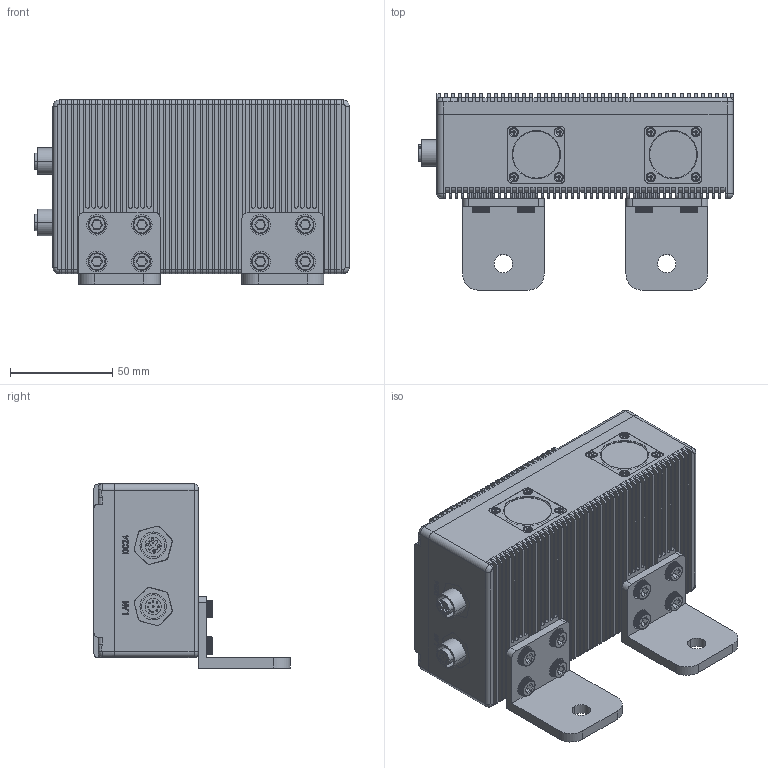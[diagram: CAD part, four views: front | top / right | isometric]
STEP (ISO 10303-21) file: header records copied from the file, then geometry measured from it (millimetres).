
FILE_DESCRIPTION (( 'STEP AP214' ), '1' );
FILE_NAME ('Nano V3眈儂-俋夤耀倰.STEP', '2021-08-02T07:41:16', ( '' ), ( '' ), 'SwSTEP 2.0', 'SolidWorks 2017', '' );
FILE_SCHEMA (( 'AUTOMOTIVE_DESIGN' ));
Length unit declared in the file: millimetre
Products named in the file (1): Nano V3眈儂-俋夤耀倰
Bounding box: 153.9 x 96 x 90.1 mm (x, y, z)
Volume: 557439.4 mm3; surface area: 143493.8 mm2
Topology: 65 solids, 65 shells, 6160 faces, 16943 edges, 11182 vertices
Faces by surface type: plane 3563, cylinder 1445, bspline 954, cone 146, torus 52
Entity records: 312766 total; most frequent: CARTESIAN_POINT 95157, ORIENTED_EDGE 33854, DIRECTION 26565, EDGE_CURVE 16927, VERTEX_POINT 11182, LINE 9929, VECTOR 9929, AXIS2_PLACEMENT_3D 8318
